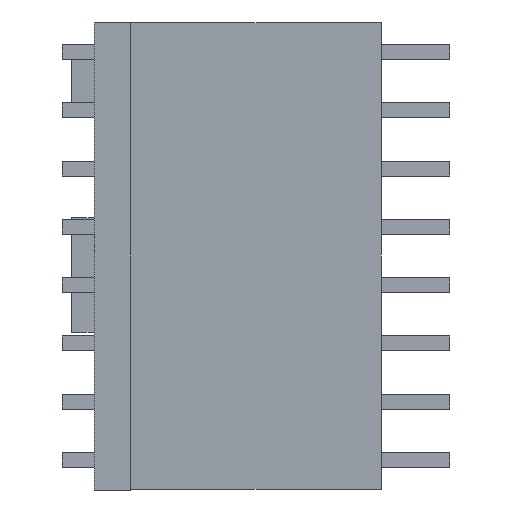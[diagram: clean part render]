
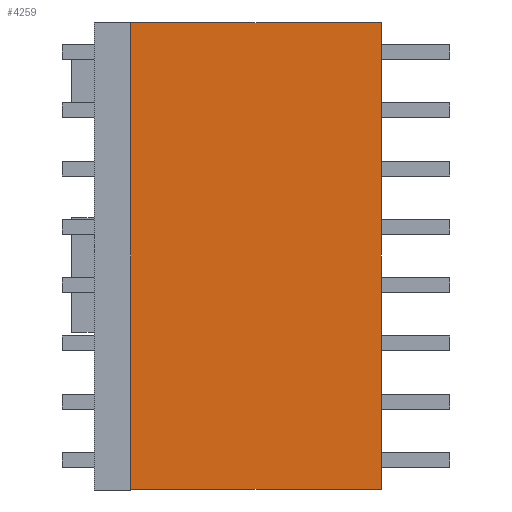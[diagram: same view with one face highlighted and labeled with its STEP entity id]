
A CAD part, left-side view. The second image highlights one B-rep face of the part: STEP entity #4259.
In plain terms, the highlighted planar face has unit normal (-1, 0, 0).
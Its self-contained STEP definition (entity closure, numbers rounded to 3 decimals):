
#99 = DIRECTION ( 'NONE',  ( 0., 1., 0. ) ) ;
#104 = FACE_OUTER_BOUND ( 'NONE', #617, .T. ) ;
#426 = CARTESIAN_POINT ( 'NONE',  ( -7.6, 0., -10.16 ) ) ;
#510 = CARTESIAN_POINT ( 'NONE',  ( -7.6, -10.9, -10.16 ) ) ;
#594 = PLANE ( 'NONE',  #679 ) ;
#617 = EDGE_LOOP ( 'NONE', ( #4841, #3433, #3359, #979 ) ) ;
#679 = AXIS2_PLACEMENT_3D ( 'NONE', #510, #4038, #2245 ) ;
#764 = VECTOR ( 'NONE', #3956, 1000. ) ;
#879 = EDGE_CURVE ( 'NONE', #4377, #2313, #2599, .T. ) ;
#923 = CARTESIAN_POINT ( 'NONE',  ( -7.6, -10.9, 10.16 ) ) ;
#979 = ORIENTED_EDGE ( 'NONE', *, *, #5596, .T. ) ;
#1331 = LINE ( 'NONE', #426, #5044 ) ;
#1418 = VECTOR ( 'NONE', #99, 1000. ) ;
#1464 = EDGE_CURVE ( 'NONE', #4377, #4598, #5289, .T. ) ;
#1493 = CARTESIAN_POINT ( 'NONE',  ( -7.6, 0., -10.16 ) ) ;
#1614 = CARTESIAN_POINT ( 'NONE',  ( -7.6, -10.9, -10.16 ) ) ;
#1656 = CARTESIAN_POINT ( 'NONE',  ( -7.6, -10.9, -10.16 ) ) ;
#1776 = LINE ( 'NONE', #923, #1418 ) ;
#2245 = DIRECTION ( 'NONE',  ( 0., 0., 1. ) ) ;
#2313 = VERTEX_POINT ( 'NONE', #1493 ) ;
#2565 = DIRECTION ( 'NONE',  ( 0., 1., 0. ) ) ;
#2599 = LINE ( 'NONE', #1656, #3410 ) ;
#3180 = CARTESIAN_POINT ( 'NONE',  ( -7.6, -10.9, -10.16 ) ) ;
#3256 = CARTESIAN_POINT ( 'NONE',  ( -7.6, 0., 10.16 ) ) ;
#3359 = ORIENTED_EDGE ( 'NONE', *, *, #1464, .T. ) ;
#3410 = VECTOR ( 'NONE', #2565, 1000. ) ;
#3429 = DIRECTION ( 'NONE',  ( 0., 0., 1. ) ) ;
#3433 = ORIENTED_EDGE ( 'NONE', *, *, #879, .F. ) ;
#3956 = DIRECTION ( 'NONE',  ( 0., 0., 1. ) ) ;
#4038 = DIRECTION ( 'NONE',  ( -1., 0., 0. ) ) ;
#4259 = ADVANCED_FACE ( 'NONE', ( #104 ), #594, .T. ) ;
#4350 = VERTEX_POINT ( 'NONE', #3256 ) ;
#4377 = VERTEX_POINT ( 'NONE', #1614 ) ;
#4598 = VERTEX_POINT ( 'NONE', #4883 ) ;
#4841 = ORIENTED_EDGE ( 'NONE', *, *, #4881, .F. ) ;
#4881 = EDGE_CURVE ( 'NONE', #2313, #4350, #1331, .T. ) ;
#4883 = CARTESIAN_POINT ( 'NONE',  ( -7.6, -10.9, 10.16 ) ) ;
#5044 = VECTOR ( 'NONE', #3429, 1000. ) ;
#5289 = LINE ( 'NONE', #3180, #764 ) ;
#5596 = EDGE_CURVE ( 'NONE', #4598, #4350, #1776, .T. ) ;
